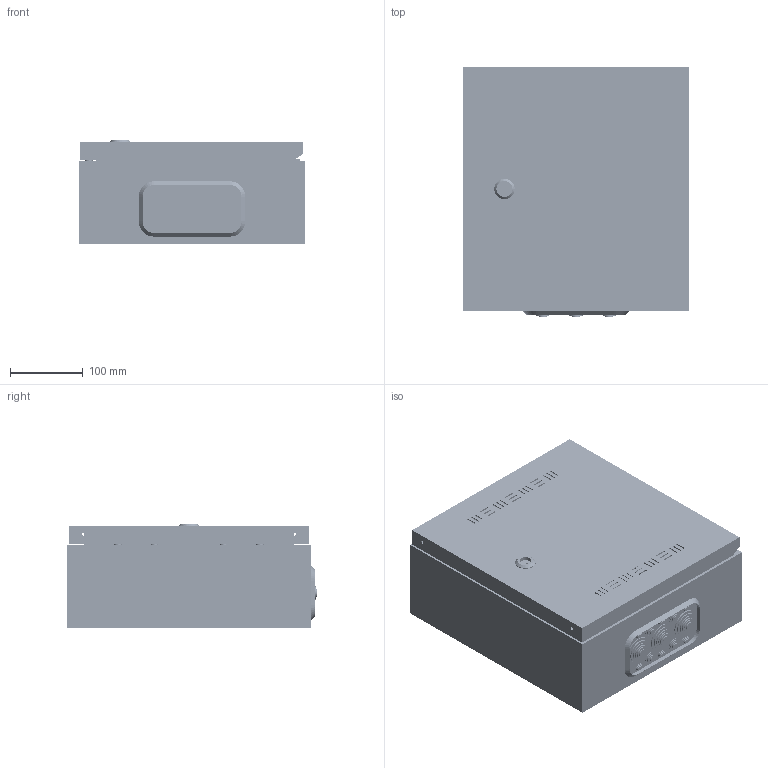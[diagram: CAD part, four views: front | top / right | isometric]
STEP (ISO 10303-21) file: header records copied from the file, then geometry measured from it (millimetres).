
FILE_DESCRIPTION (( 'STEP AP214' ), '1' );
FILE_NAME ('TI5-51-N-012-30 TITAN 5 Êîðïóñ ìóëüòèìåäèà ÙÐí-12 (1õ12) áåëûé IEK.STEP', '2024-12-06T12:43:10', ( '' ), ( '' ), 'SwSTEP 2.0', 'SolidWorks 2022', '' );
FILE_SCHEMA (( 'AUTOMOTIVE_DESIGN' ));
Length unit declared in the file: millimetre
Products named in the file (1): TI5-51-N-012-30 TITAN 5 Корпус мультимедиа ЩРн-12 (1х12) белый IEK
Bounding box: 310 x 343.17 x 144.1 mm (x, y, z)
Volume: 767929.3 mm3; surface area: 1274985.8 mm2
Topology: 37 solids, 46 shells, 7091 faces, 19073 edges, 12287 vertices
Faces by surface type: plane 3284, cylinder 2544, cone 480, bspline 465, torus 273, sphere 45
Entity records: 342240 total; most frequent: CARTESIAN_POINT 84493, ORIENTED_EDGE 38106, DIRECTION 36119, EDGE_CURVE 19053, AXIS2_PLACEMENT_3D 12806, VERTEX_POINT 12287, LINE 10507, VECTOR 10507
